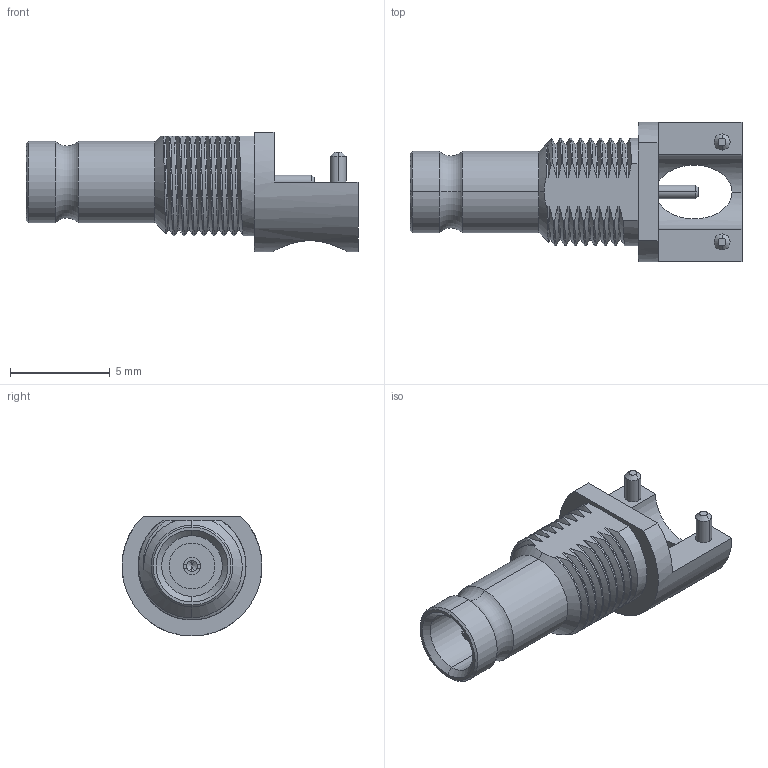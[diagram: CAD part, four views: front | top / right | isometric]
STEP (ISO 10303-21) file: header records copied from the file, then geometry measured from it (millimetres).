
FILE_DESCRIPTION((''),'2;1');
FILE_NAME('1236251L4-001-3GT30G-_SW0001','2020-02-11T',('Kaviyarasan'),(''),'CREO PARAMETRIC BY PTC INC, 2018360','CREO PARAMETRIC BY PTC INC, 2018360','');
FILE_SCHEMA(('CONFIG_CONTROL_DESIGN'));
Length unit declared in the file: millimetre
Products named in the file (1): 1236251L4-001-3GT30G-_SW0001
Bounding box: 16.6 x 7 x 6 mm (x, y, z)
Volume: 212.3 mm3; surface area: 457.7 mm2
Topology: 1 solids, 1 shells, 105 faces, 265 edges, 166 vertices
Faces by surface type: bspline 33, cylinder 32, plane 22, cone 16, torus 2
Entity records: 6917 total; most frequent: CARTESIAN_POINT 4578, ORIENTED_EDGE 526, DIRECTION 391, EDGE_CURVE 263, VERTEX_POINT 166, AXIS2_PLACEMENT_3D 143, EDGE_LOOP 113, VECTOR 105
